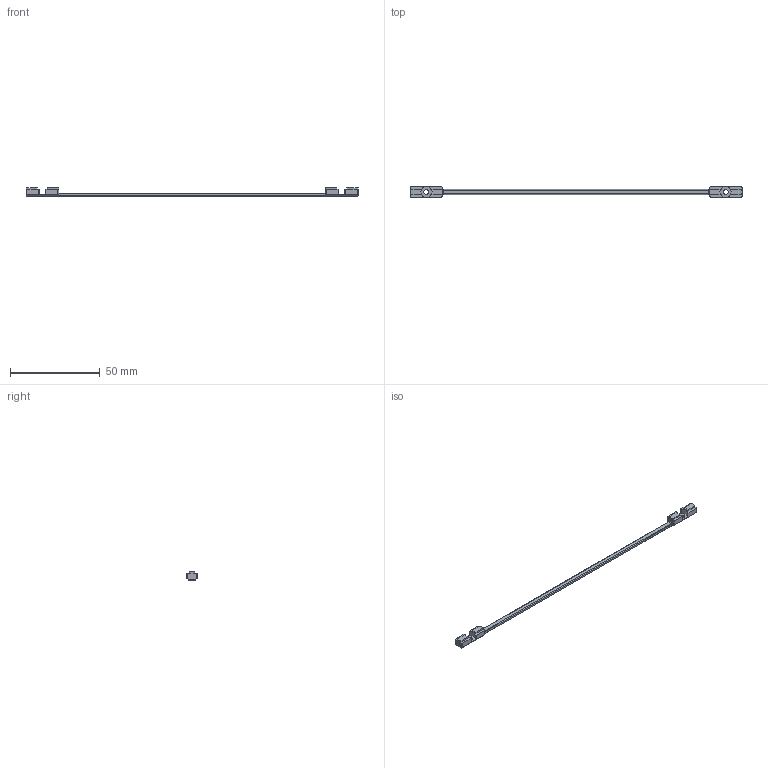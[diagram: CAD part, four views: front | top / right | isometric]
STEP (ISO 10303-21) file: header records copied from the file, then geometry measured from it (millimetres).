
FILE_DESCRIPTION(/* description */ (''),/* implementation_level */ '2;1');
FILE_NAME(/* name */ 'Bed_Nut_Guide.step',/* time_stamp */ '2025-08-23T21:36:26-07:00',/* author */ (''),/* organization */ (''),/* preprocessor_version */ 'ST-DEVELOPER v20.1',/* originating_system */ 'Autodesk Translation Framework v14.10.0.0',/* authorisation */ '');
FILE_SCHEMA (('AUTOMOTIVE_DESIGN { 1 0 10303 214 3 1 1 }'));
Length unit declared in the file: millimetre
Products named in the file (1): Bed_Nut_Guide
Bounding box: 185.4 x 5.6 x 4.8 mm (x, y, z)
Volume: 1367.4 mm3; surface area: 2048.4 mm2
Topology: 1 solids, 1 shells, 100 faces, 282 edges, 184 vertices
Faces by surface type: plane 50, cylinder 42, cone 4, torus 4
Full cylindrical faces by diameter (mm): 2.8 x2
Entity records: 3275 total; most frequent: CARTESIAN_POINT 583, DIRECTION 568, ORIENTED_EDGE 564, EDGE_CURVE 282, AXIS2_PLACEMENT_3D 193, VERTEX_POINT 184, LINE 182, VECTOR 182
